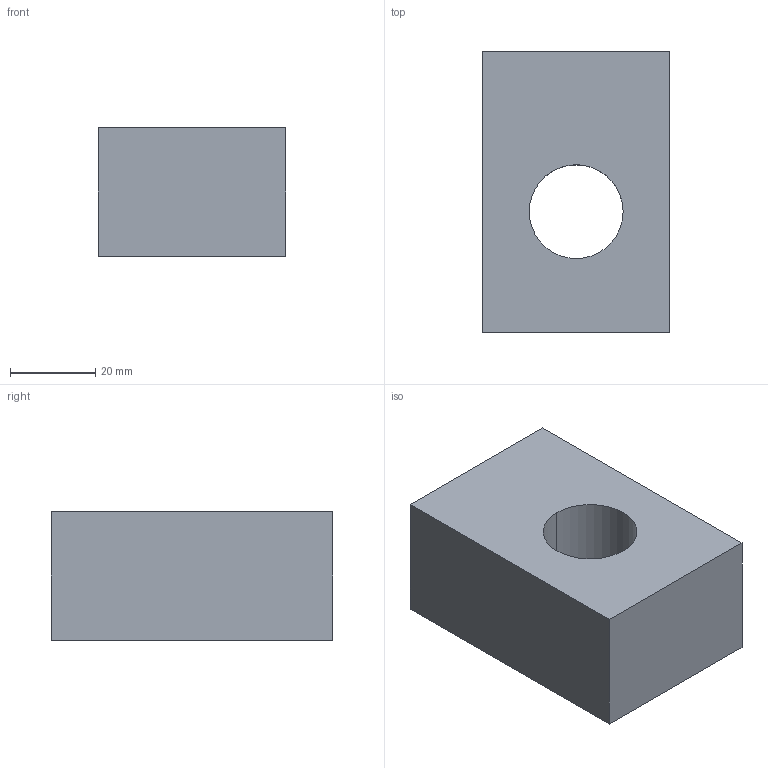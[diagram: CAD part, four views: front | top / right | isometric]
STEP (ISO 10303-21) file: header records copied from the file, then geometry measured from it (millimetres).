
FILE_DESCRIPTION((''),'2;1');
FILE_NAME('3d_DM0T0080.stp','2014-06-05T08:09:19',(''),(''),'Mechanical Desktop 2011','Mechanical Desktop 2011',', , ');
FILE_SCHEMA(('CONFIG_CONTROL_DESIGN'));
Length unit declared in the file: millimetre
Products named in the file (1): Product
Bounding box: 44 x 66 x 30 mm (x, y, z)
Volume: 75716 mm3; surface area: 13721.2 mm2
Topology: 1 solids, 1 shells, 8 faces, 64 edges, 98 vertices
Faces by surface type: plane 6, cylinder 2
Entity records: 608 total; most frequent: CARTESIAN_POINT 127, DIRECTION 92, VECTOR 54, LINE 54, TRIMMED_CURVE 40, ORIENTED_EDGE 40, EDGE_CURVE 20, AXIS2_PLACEMENT_3D 19
